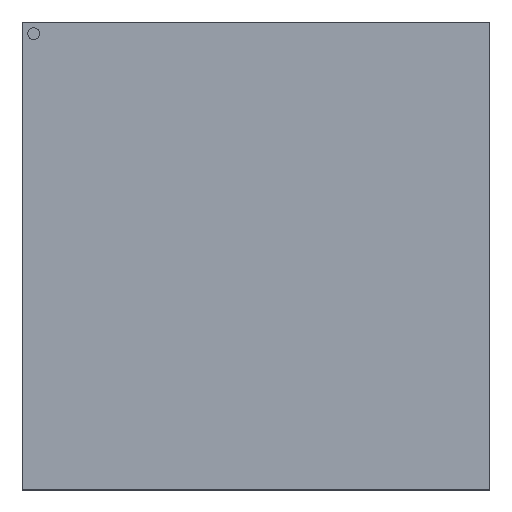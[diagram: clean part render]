
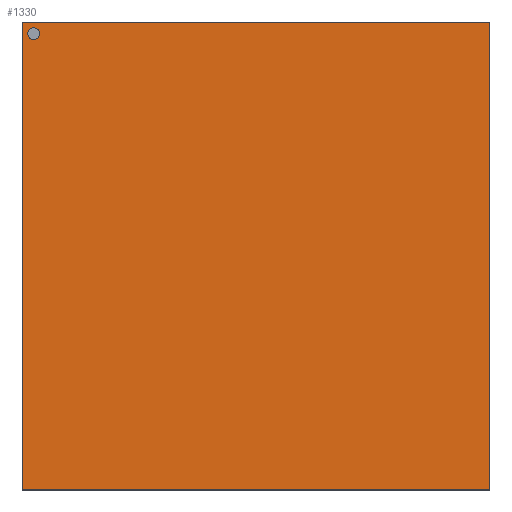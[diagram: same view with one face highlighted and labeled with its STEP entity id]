
A CAD part, top view. The second image highlights one B-rep face of the part: STEP entity #1330.
In plain terms, the highlighted planar face has unit normal (0, 0, 1).
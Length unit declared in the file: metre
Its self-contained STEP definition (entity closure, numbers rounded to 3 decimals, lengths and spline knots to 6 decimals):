
#12=CIRCLE('',#3773,0.000125);
#30=ORIENTED_EDGE('',*,*,#54,.F.);
#31=ORIENTED_EDGE('',*,*,#44,.F.);
#32=ORIENTED_EDGE('',*,*,#48,.T.);
#33=ORIENTED_EDGE('',*,*,#51,.T.);
#34=ORIENTED_EDGE('',*,*,#53,.F.);
#44=EDGE_CURVE('',#504,#505,#58,.T.);
#48=EDGE_CURVE('',#504,#507,#62,.T.);
#51=EDGE_CURVE('',#507,#509,#65,.T.);
#53=EDGE_CURVE('',#505,#509,#67,.T.);
#54=EDGE_CURVE('',#510,#510,#12,.T.);
#58=LINE('',#5026,#70);
#62=LINE('',#5034,#74);
#65=LINE('',#5040,#77);
#67=LINE('',#5043,#79);
#70=VECTOR('',#4188,1.);
#74=VECTOR('',#4194,1.);
#77=VECTOR('',#4199,1.);
#79=VECTOR('',#4203,1.);
#84=EDGE_LOOP('',(#30));
#85=EDGE_LOOP('',(#31,#32,#33,#34));
#94=PLANE('',#3772);
#504=VERTEX_POINT('',#5025);
#505=VERTEX_POINT('',#5027);
#507=VERTEX_POINT('',#5033);
#509=VERTEX_POINT('',#5039);
#510=VERTEX_POINT('',#5046);
#918=FACE_BOUND('',#84,.T.);
#919=FACE_BOUND('',#85,.T.);
#1330=ADVANCED_FACE('',(#918,#919),#94,.T.);
#3772=AXIS2_PLACEMENT_3D('',#5044,#4204,#4205);
#3773=AXIS2_PLACEMENT_3D('',#5045,#4206,#4207);
#4188=DIRECTION('',(1.,0.,0.));
#4194=DIRECTION('',(0.,-1.,0.));
#4199=DIRECTION('',(1.,0.,0.));
#4203=DIRECTION('',(0.,-1.,0.));
#4204=DIRECTION('',(0.,0.,1.));
#4205=DIRECTION('',(1.,0.,0.));
#4206=DIRECTION('',(0.,0.,1.));
#4207=DIRECTION('',(1.,0.,0.));
#5025=CARTESIAN_POINT('',(-0.005,0.005,0.00053));
#5026=CARTESIAN_POINT('',(0.,0.005,0.00053));
#5027=CARTESIAN_POINT('',(0.005,0.005,0.00053));
#5033=CARTESIAN_POINT('',(-0.005,-0.005,0.00053));
#5034=CARTESIAN_POINT('',(-0.005,0.,0.00053));
#5039=CARTESIAN_POINT('',(0.005,-0.005,0.00053));
#5040=CARTESIAN_POINT('',(0.,-0.005,0.00053));
#5043=CARTESIAN_POINT('',(0.005,0.,0.00053));
#5044=CARTESIAN_POINT('',(0.,0.,0.00053));
#5045=CARTESIAN_POINT('',(-0.00475,0.00475,0.00053));
#5046=CARTESIAN_POINT('',(-0.004625,0.00475,0.00053));
